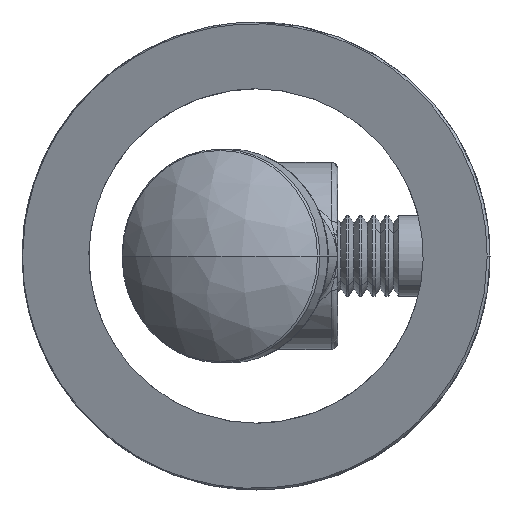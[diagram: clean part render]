
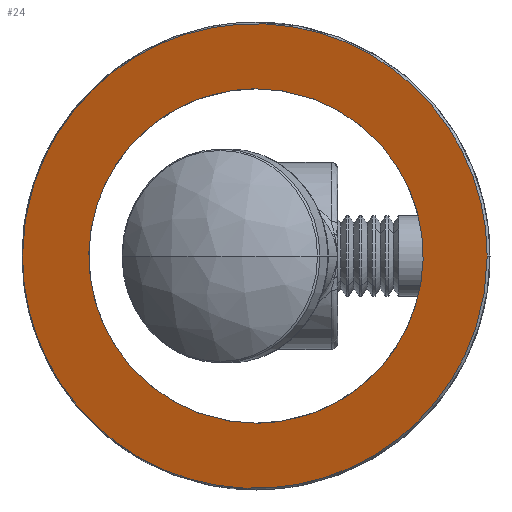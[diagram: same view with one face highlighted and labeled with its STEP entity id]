
A CAD part, front view. The second image highlights one B-rep face of the part: STEP entity #24.
In plain terms, the highlighted planar face has unit normal (-0.383, -0.924, 0).
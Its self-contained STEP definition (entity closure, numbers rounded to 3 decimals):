
#6 =( BOUNDED_CURVE ( )  B_SPLINE_CURVE ( 3, ( #2019, #2020, #2021, #2022 ),
 .UNSPECIFIED., .F., .T. ) 
 B_SPLINE_CURVE_WITH_KNOTS ( ( 4, 4 ),
 ( 1.571, 4.712 ),
 .UNSPECIFIED. ) 
 CURVE ( )  GEOMETRIC_REPRESENTATION_ITEM ( )  RATIONAL_B_SPLINE_CURVE ( ( 1., 0.333, 0.333, 1. ) ) 
 REPRESENTATION_ITEM ( '' )  );
#8 =( BOUNDED_CURVE ( )  B_SPLINE_CURVE ( 3, ( #2270, #2271, #2272, #2273 ),
 .UNSPECIFIED., .F., .T. ) 
 B_SPLINE_CURVE_WITH_KNOTS ( ( 4, 4 ),
 ( 4.712, 7.854 ),
 .UNSPECIFIED. ) 
 CURVE ( )  GEOMETRIC_REPRESENTATION_ITEM ( )  RATIONAL_B_SPLINE_CURVE ( ( 1., 0.333, 0.333, 1. ) ) 
 REPRESENTATION_ITEM ( '' )  );
#14 = B_SPLINE_CURVE_WITH_KNOTS ( 'NONE', 3,
 ( #2023, #2024, #2025, #2026, #2027, #2028, #2029, #2030, #2031, #2032, #2033, #2034, #2035, #2036, #2037, #2038, #2039, #2040 ),
 .UNSPECIFIED., .F., .F.,
 ( 4, 2, 2, 2, 2, 2, 2, 2, 4 ),
 ( 0., 0.007, 0.014, 0.021, 0.028, 0.036, 0.043, 0.05, 0.057 ),
 .UNSPECIFIED. ) ;
#24 = ADVANCED_FACE ( 'NONE', ( #3426, #3427 ), #1514, .T. ) ;
#42 = EDGE_CURVE ( 'NONE', #387, #388, #6, .T. ) ;
#43 = EDGE_CURVE ( 'NONE', #384, #382, #14, .T. ) ;
#62 = EDGE_CURVE ( 'NONE', #382, #384, #1080, .T. ) ;
#67 = EDGE_CURVE ( 'NONE', #388, #387, #8, .T. ) ;
#297 = ORIENTED_EDGE ( 'NONE', *, *, #62, .F. ) ;
#304 = ORIENTED_EDGE ( 'NONE', *, *, #43, .F. ) ;
#305 = ORIENTED_EDGE ( 'NONE', *, *, #67, .T. ) ;
#307 = ORIENTED_EDGE ( 'NONE', *, *, #42, .T. ) ;
#382 = VERTEX_POINT ( 'NONE', #5264 ) ;
#384 = VERTEX_POINT ( 'NONE', #5266 ) ;
#387 = VERTEX_POINT ( 'NONE', #5269 ) ;
#388 = VERTEX_POINT ( 'NONE', #5270 ) ;
#758 = AXIS2_PLACEMENT_3D ( 'NONE', #1515, #1516, #1517 ) ;
#1080 = B_SPLINE_CURVE_WITH_KNOTS ( 'NONE', 3,
 ( #2181, #2182, #2183, #2184, #2185, #2186, #2187, #2188, #2189, #2190, #2191, #2192, #2193, #2194, #2195, #2196, #2197, #2198 ),
 .UNSPECIFIED., .F., .F.,
 ( 4, 2, 2, 2, 2, 2, 2, 2, 4 ),
 ( 0., 0.007, 0.014, 0.021, 0.028, 0.036, 0.043, 0.05, 0.057 ),
 .UNSPECIFIED. ) ;
#1514 = PLANE ( 'NONE',  #758 ) ;
#1515 = CARTESIAN_POINT ( 'NONE',  ( 17.5, -18.75, 38. ) ) ;
#1516 = DIRECTION ( 'NONE',  ( -0.383, -0.924, 0. ) ) ;
#1517 = DIRECTION ( 'NONE',  ( 0.924, -0.383, 0. ) ) ;
#2019 = CARTESIAN_POINT ( 'NONE',  ( 0., -11.501, -12.5 ) ) ;
#2020 = CARTESIAN_POINT ( 'NONE',  ( -25., -1.146, -12.5 ) ) ;
#2021 = CARTESIAN_POINT ( 'NONE',  ( -25., -1.146, 12.5 ) ) ;
#2022 = CARTESIAN_POINT ( 'NONE',  ( 0., -11.501, 12.5 ) ) ;
#2023 = CARTESIAN_POINT ( 'NONE',  ( -17.464, -4.268, 0. ) ) ;
#2024 = CARTESIAN_POINT ( 'NONE',  ( -17.464, -4.268, 2.275 ) ) ;
#2025 = CARTESIAN_POINT ( 'NONE',  ( -17.011, -4.455, 4.548 ) ) ;
#2026 = CARTESIAN_POINT ( 'NONE',  ( -15.27, -5.176, 8.751 ) ) ;
#2027 = CARTESIAN_POINT ( 'NONE',  ( -13.983, -5.709, 10.678 ) ) ;
#2028 = CARTESIAN_POINT ( 'NONE',  ( -10.766, -7.042, 13.895 ) ) ;
#2029 = CARTESIAN_POINT ( 'NONE',  ( -8.839, -7.84, 15.183 ) ) ;
#2030 = CARTESIAN_POINT ( 'NONE',  ( -4.636, -9.581, 16.924 ) ) ;
#2031 = CARTESIAN_POINT ( 'NONE',  ( -2.363, -10.523, 17.376 ) ) ;
#2032 = CARTESIAN_POINT ( 'NONE',  ( 2.187, -12.407, 17.376 ) ) ;
#2033 = CARTESIAN_POINT ( 'NONE',  ( 4.46, -13.349, 16.924 ) ) ;
#2034 = CARTESIAN_POINT ( 'NONE',  ( 8.663, -15.09, 15.183 ) ) ;
#2035 = CARTESIAN_POINT ( 'NONE',  ( 10.59, -15.888, 13.895 ) ) ;
#2036 = CARTESIAN_POINT ( 'NONE',  ( 13.807, -17.22, 10.678 ) ) ;
#2037 = CARTESIAN_POINT ( 'NONE',  ( 15.095, -17.754, 8.751 ) ) ;
#2038 = CARTESIAN_POINT ( 'NONE',  ( 16.836, -18.475, 4.548 ) ) ;
#2039 = CARTESIAN_POINT ( 'NONE',  ( 17.288, -18.662, 2.275 ) ) ;
#2040 = CARTESIAN_POINT ( 'NONE',  ( 17.288, -18.662, 0. ) ) ;
#2181 = CARTESIAN_POINT ( 'NONE',  ( 17.288, -18.662, 0. ) ) ;
#2182 = CARTESIAN_POINT ( 'NONE',  ( 17.288, -18.662, -2.275 ) ) ;
#2183 = CARTESIAN_POINT ( 'NONE',  ( 16.836, -18.475, -4.548 ) ) ;
#2184 = CARTESIAN_POINT ( 'NONE',  ( 15.095, -17.754, -8.751 ) ) ;
#2185 = CARTESIAN_POINT ( 'NONE',  ( 13.807, -17.22, -10.678 ) ) ;
#2186 = CARTESIAN_POINT ( 'NONE',  ( 10.59, -15.888, -13.895 ) ) ;
#2187 = CARTESIAN_POINT ( 'NONE',  ( 8.663, -15.09, -15.183 ) ) ;
#2188 = CARTESIAN_POINT ( 'NONE',  ( 4.46, -13.349, -16.924 ) ) ;
#2189 = CARTESIAN_POINT ( 'NONE',  ( 2.187, -12.407, -17.376 ) ) ;
#2190 = CARTESIAN_POINT ( 'NONE',  ( -2.363, -10.523, -17.376 ) ) ;
#2191 = CARTESIAN_POINT ( 'NONE',  ( -4.636, -9.581, -16.924 ) ) ;
#2192 = CARTESIAN_POINT ( 'NONE',  ( -8.839, -7.84, -15.183 ) ) ;
#2193 = CARTESIAN_POINT ( 'NONE',  ( -10.766, -7.042, -13.895 ) ) ;
#2194 = CARTESIAN_POINT ( 'NONE',  ( -13.983, -5.709, -10.678 ) ) ;
#2195 = CARTESIAN_POINT ( 'NONE',  ( -15.27, -5.176, -8.751 ) ) ;
#2196 = CARTESIAN_POINT ( 'NONE',  ( -17.011, -4.455, -4.548 ) ) ;
#2197 = CARTESIAN_POINT ( 'NONE',  ( -17.464, -4.268, -2.275 ) ) ;
#2198 = CARTESIAN_POINT ( 'NONE',  ( -17.464, -4.268, 0. ) ) ;
#2270 = CARTESIAN_POINT ( 'NONE',  ( 0., -11.501, 12.5 ) ) ;
#2271 = CARTESIAN_POINT ( 'NONE',  ( 25., -21.857, 12.5 ) ) ;
#2272 = CARTESIAN_POINT ( 'NONE',  ( 25., -21.857, -12.5 ) ) ;
#2273 = CARTESIAN_POINT ( 'NONE',  ( 0., -11.501, -12.5 ) ) ;
#3404 = EDGE_LOOP ( 'NONE', ( #304, #297 ) ) ;
#3405 = EDGE_LOOP ( 'NONE', ( #307, #305 ) ) ;
#3426 = FACE_BOUND ( 'NONE', #3405, .T. ) ;
#3427 = FACE_OUTER_BOUND ( 'NONE', #3404, .T. ) ;
#5264 = CARTESIAN_POINT ( 'NONE',  ( 17.288, -18.662, 0. ) ) ;
#5266 = CARTESIAN_POINT ( 'NONE',  ( -17.464, -4.268, 0. ) ) ;
#5269 = CARTESIAN_POINT ( 'NONE',  ( 0., -11.501, -12.5 ) ) ;
#5270 = CARTESIAN_POINT ( 'NONE',  ( 0., -11.501, 12.5 ) ) ;
